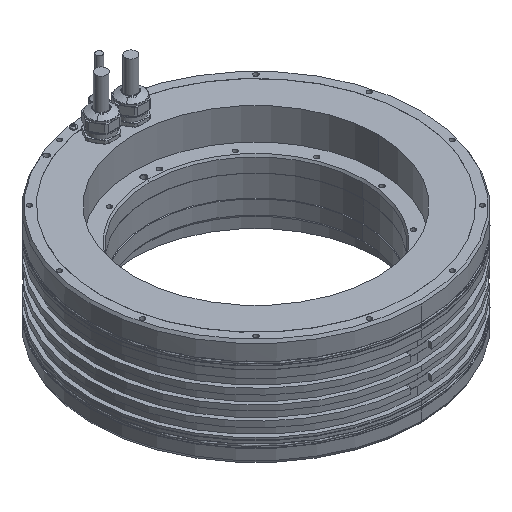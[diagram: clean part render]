
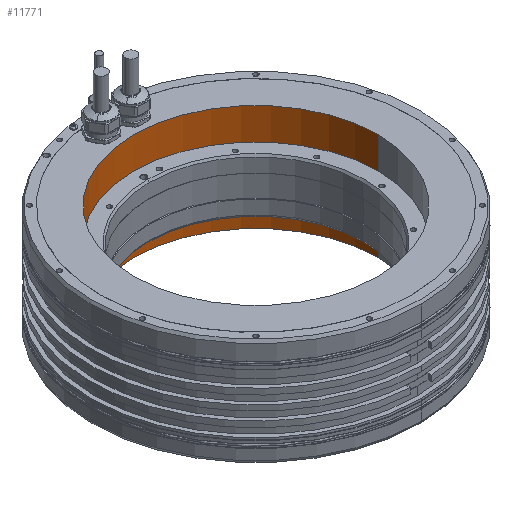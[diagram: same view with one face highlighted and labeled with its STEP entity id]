
A CAD part, isometric view. The second image highlights one B-rep face of the part: STEP entity #11771.
In plain terms, the highlighted cylindrical face has radius 114.58 mm (diameter 229.16 mm), a partial arc.
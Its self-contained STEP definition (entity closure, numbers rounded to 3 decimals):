
#209=DIRECTION('',(0.,0.,-1.));
#210=VECTOR('',#209,99.7);
#211=CARTESIAN_POINT('',(114.58,0.,-0.15));
#212=LINE('',#211,#210);
#3178=CARTESIAN_POINT('',(0.,0.,-99.85));
#3179=DIRECTION('',(0.,0.,1.));
#3180=DIRECTION('',(1.,0.,0.));
#3181=AXIS2_PLACEMENT_3D('',#3178,#3179,#3180);
#3183=DIRECTION('',(0.,0.,-1.));
#3184=VECTOR('',#3183,99.7);
#3185=CARTESIAN_POINT('',(-114.58,0.,-0.15));
#3186=LINE('',#3185,#3184);
#3187=CARTESIAN_POINT('',(0.,0.,-0.15));
#3188=DIRECTION('',(0.,0.,1.));
#3189=DIRECTION('',(1.,0.,0.));
#3190=AXIS2_PLACEMENT_3D('',#3187,#3188,#3189);
#4822=CARTESIAN_POINT('',(-114.58,0.,-0.15));
#4823=CARTESIAN_POINT('',(114.58,0.,-0.15));
#4824=VERTEX_POINT('',#4822);
#4825=VERTEX_POINT('',#4823);
#4834=CARTESIAN_POINT('',(-114.58,0.,-99.85));
#4835=CARTESIAN_POINT('',(114.58,0.,-99.85));
#4836=VERTEX_POINT('',#4834);
#4837=VERTEX_POINT('',#4835);
#11760=CARTESIAN_POINT('',(0.,0.,0.));
#11761=DIRECTION('',(0.,0.,1.));
#11762=DIRECTION('',(1.,0.,0.));
#11763=AXIS2_PLACEMENT_3D('',#11760,#11761,#11762);
#11764=CYLINDRICAL_SURFACE('',#11763,114.58);
#11765=ORIENTED_EDGE('',*,*,#5679,.T.);
#11766=ORIENTED_EDGE('',*,*,#5655,.F.);
#11767=ORIENTED_EDGE('',*,*,#5633,.F.);
#11768=ORIENTED_EDGE('',*,*,#5652,.T.);
#11769=EDGE_LOOP('',(#11765,#11766,#11767,#11768));
#11770=FACE_OUTER_BOUND('',#11769,.F.);
#11771=ADVANCED_FACE('',(#11770),#11764,.F.);
#3182=CIRCLE('',#3181,114.58);
#3191=CIRCLE('',#3190,114.58);
#5633=EDGE_CURVE('',#4825,#4824,#3191,.T.);
#5652=EDGE_CURVE('',#4825,#4837,#212,.T.);
#5655=EDGE_CURVE('',#4824,#4836,#3186,.T.);
#5679=EDGE_CURVE('',#4837,#4836,#3182,.T.);
